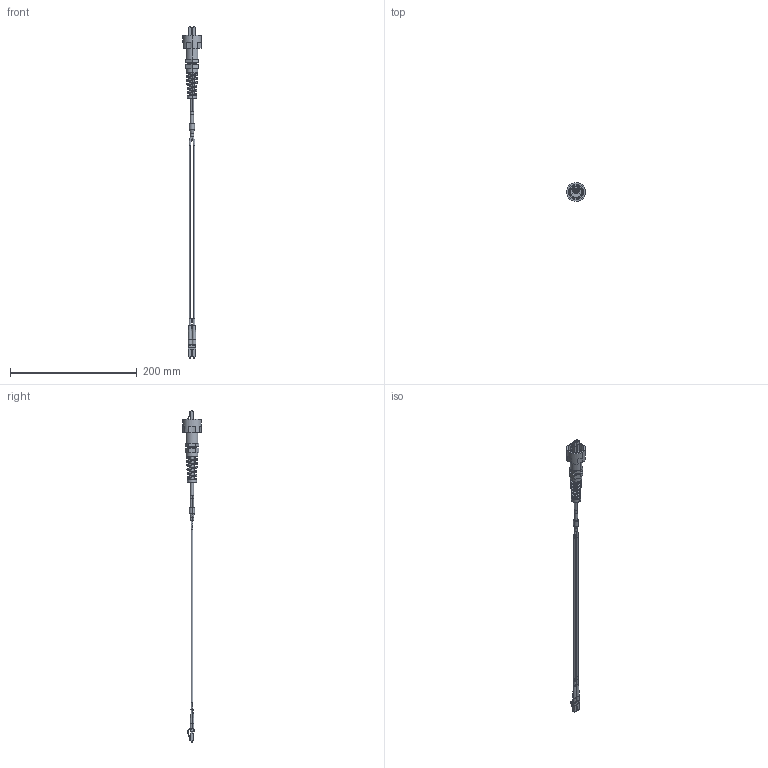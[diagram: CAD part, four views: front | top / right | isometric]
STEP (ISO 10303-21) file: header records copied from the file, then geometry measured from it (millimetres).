
FILE_DESCRIPTION (( 'STEP AP203' ), '1' );
FILE_NAME ('FOA6ODD8.STEP', '2021-08-11T12:58:42', ( '' ), ( '' ), 'SwSTEP 2.0', 'SolidWorks 2021', '' );
FILE_SCHEMA (( 'CONFIG_CONTROL_DESIGN' ));
Length unit declared in the file: inch
Products named in the file (12): 1AF02-012-MA2_WITHOU BACK CLIP_2.STEP; _tk_1AF02-012-MA3_1_gland.STEP; MEGLADON ODVA-LCDX.STEP; FOA6ODD8; 1AF02-012-MA1_2.STEP; C-5-2061348-0_2.STEP; 5mm_tube.STEP; Part1^FOA6ODD8; _tk_1AF02-012_2.STEP; 3mm_Steel_Tube.STEP; _tk_1AF02-012-MA3_1_conn.STEP; C-5-2061348-0_1.STEP
Assembly tree (13 placements, depth 4):
  FOA6ODD8
    MEGLADON ODVA-LCDX.STEP
      _tk_1AF02-012_2.STEP
        1AF02-012-MA2_WITHOU BACK CLIP_2.STEP  x2
        1AF02-012-MA1_2.STEP
        _tk_1AF02-012-MA3_1_conn.STEP
        _tk_1AF02-012-MA3_1_gland.STEP
      C-5-2061348-0_2.STEP
      C-5-2061348-0_1.STEP
      3mm_Steel_Tube.STEP  x2
      5mm_tube.STEP
    Part1^FOA6ODD8
Bounding box: 29.97 x 29.97 x 524 mm (x, y, z)
Volume: 31352.8 mm3; surface area: 24620.4 mm2
Topology: 11 solids, 11 shells, 672 faces, 1662 edges, 1025 vertices
Faces by surface type: plane 303, cylinder 243, bspline 80, cone 46
Entity records: 30683 total; most frequent: CARTESIAN_POINT 15252, ORIENTED_EDGE 2990, DIRECTION 2894, EDGE_CURVE 1495, AXIS2_PLACEMENT_3D 1035, VERTEX_POINT 935, LINE 824, VECTOR 824
